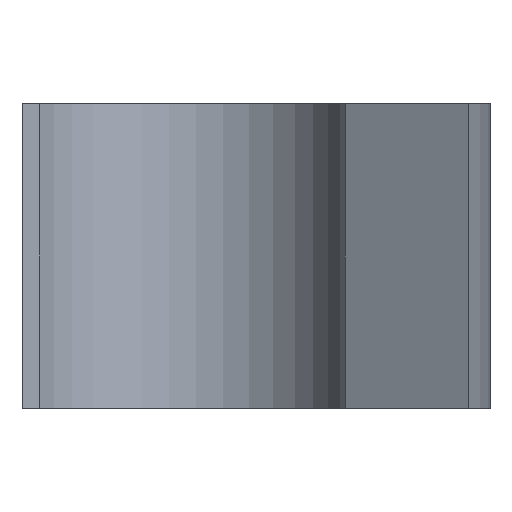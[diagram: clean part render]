
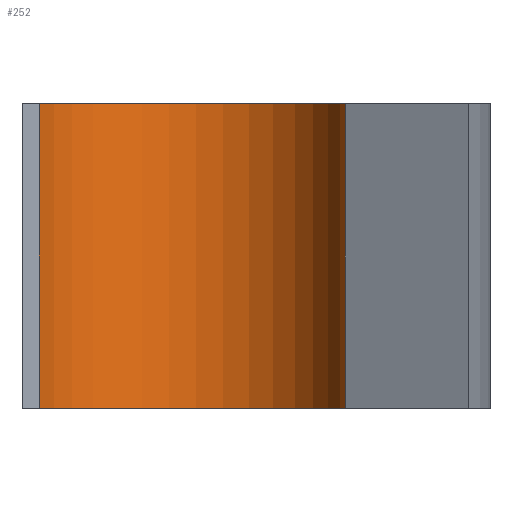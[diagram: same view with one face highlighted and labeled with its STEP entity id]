
A CAD part, front view. The second image highlights one B-rep face of the part: STEP entity #252.
In plain terms, the highlighted cylindrical face has radius 16.15 mm (diameter 32.3 mm), a partial arc.
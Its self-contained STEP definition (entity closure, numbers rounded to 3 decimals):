
#38=FACE_OUTER_BOUND('',#55,.T.);
#55=EDGE_LOOP('',(#210,#211,#212,#213));
#78=LINE('',#429,#101);
#79=LINE('',#435,#102);
#101=VECTOR('',#354,10.);
#102=VECTOR('',#361,10.);
#113=CIRCLE('',#290,16.15);
#114=CIRCLE('',#291,16.15);
#133=VERTEX_POINT('',#425);
#134=VERTEX_POINT('',#427);
#135=VERTEX_POINT('',#431);
#136=VERTEX_POINT('',#433);
#164=EDGE_CURVE('',#133,#134,#78,.T.);
#165=EDGE_CURVE('',#133,#135,#113,.T.);
#166=EDGE_CURVE('',#136,#134,#114,.T.);
#167=EDGE_CURVE('',#135,#136,#79,.T.);
#210=ORIENTED_EDGE('',*,*,#165,.F.);
#211=ORIENTED_EDGE('',*,*,#164,.T.);
#212=ORIENTED_EDGE('',*,*,#166,.F.);
#213=ORIENTED_EDGE('',*,*,#167,.F.);
#240=CYLINDRICAL_SURFACE('',#289,16.15);
#252=ADVANCED_FACE('',(#38),#240,.F.);
#289=AXIS2_PLACEMENT_3D('',#430,#355,#356);
#290=AXIS2_PLACEMENT_3D('',#432,#357,#358);
#291=AXIS2_PLACEMENT_3D('',#434,#359,#360);
#354=DIRECTION('',(0.,0.,1.));
#355=DIRECTION('center_axis',(0.,0.,1.));
#356=DIRECTION('ref_axis',(1.,0.,0.));
#357=DIRECTION('center_axis',(0.,0.,1.));
#358=DIRECTION('ref_axis',(1.,0.,0.));
#359=DIRECTION('center_axis',(0.,0.,-1.));
#360=DIRECTION('ref_axis',(1.,0.,0.));
#361=DIRECTION('',(0.,0.,1.));
#425=CARTESIAN_POINT('',(55.967,30.782,0.));
#427=CARTESIAN_POINT('',(55.967,30.782,30.));
#429=CARTESIAN_POINT('',(55.967,30.782,0.));
#430=CARTESIAN_POINT('Origin',(39.817,30.691,0.));
#431=CARTESIAN_POINT('',(25.46,38.087,0.));
#432=CARTESIAN_POINT('Origin',(39.817,30.691,0.));
#433=CARTESIAN_POINT('',(25.46,38.087,30.));
#434=CARTESIAN_POINT('Origin',(39.817,30.691,30.));
#435=CARTESIAN_POINT('',(25.46,38.087,0.));
